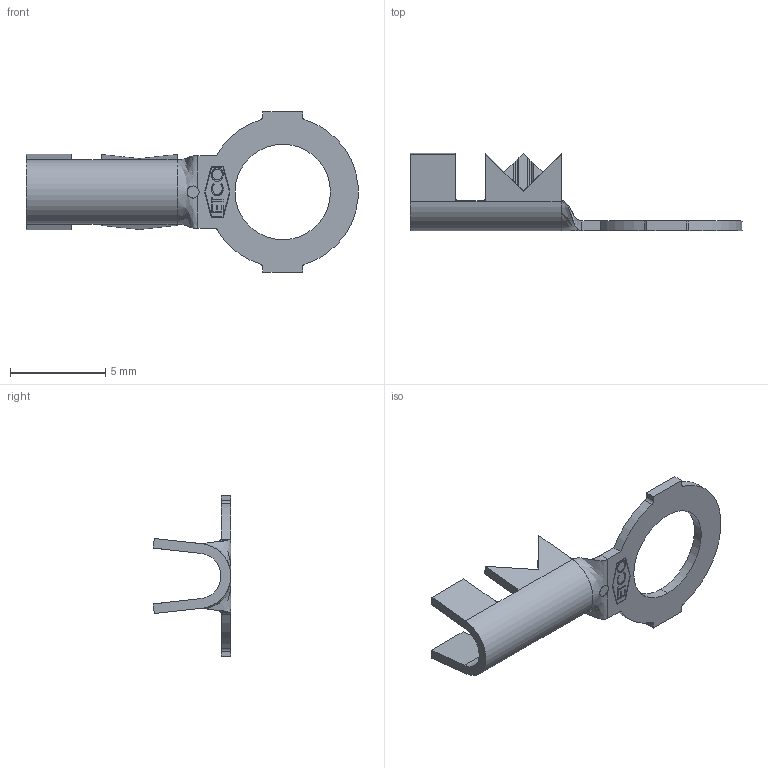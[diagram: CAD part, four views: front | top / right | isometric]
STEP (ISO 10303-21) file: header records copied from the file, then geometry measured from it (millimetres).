
FILE_DESCRIPTION (( 'STEP AP203' ), '1' );
FILE_NAME ('01312.STEP', '2015-02-06T16:14:01', ( '' ), ( '' ), 'SwSTEP 2.0', 'SolidWorks 2014', '' );
FILE_SCHEMA (( 'CONFIG_CONTROL_DESIGN' ));
Length unit declared in the file: inch
Products named in the file (1): 01312
Bounding box: 17.41 x 4.06 x 8.43 mm (x, y, z)
Volume: 47.6 mm3; surface area: 235.4 mm2
Topology: 1 solids, 1 shells, 164 faces, 422 edges, 267 vertices
Faces by surface type: plane 107, cylinder 26, bspline 23, cone 8
Entity records: 6316 total; most frequent: CARTESIAN_POINT 2395, ORIENTED_EDGE 844, DIRECTION 703, EDGE_CURVE 422, LINE 317, VECTOR 317, VERTEX_POINT 267, AXIS2_PLACEMENT_3D 193
